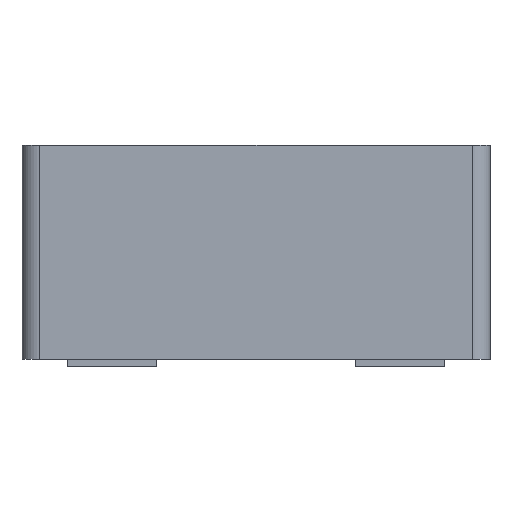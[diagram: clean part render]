
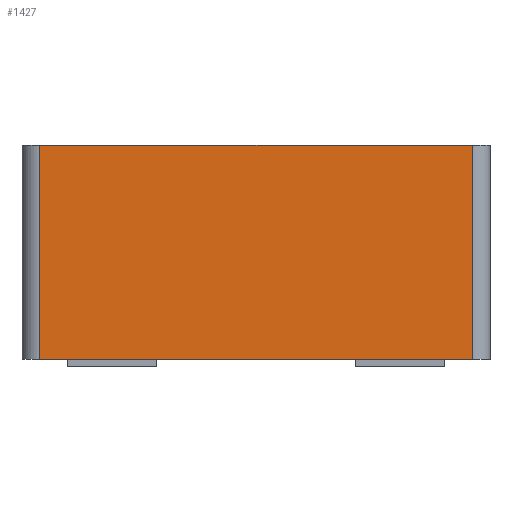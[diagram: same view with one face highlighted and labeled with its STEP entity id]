
A CAD part, front view. The second image highlights one B-rep face of the part: STEP entity #1427.
In plain terms, the highlighted planar face has unit normal (0, -1, 0).
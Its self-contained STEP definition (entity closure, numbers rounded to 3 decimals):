
#372 = VERTEX_POINT('',#373);
#373 = CARTESIAN_POINT('',(-3.03,-3.38,3.1));
#380 = EDGE_CURVE('',#372,#381,#383,.T.);
#381 = VERTEX_POINT('',#382);
#382 = CARTESIAN_POINT('',(3.03,-3.38,3.1));
#383 = LINE('',#384,#385);
#384 = CARTESIAN_POINT('',(3.28,-3.38,3.1));
#385 = VECTOR('',#386,1.);
#386 = DIRECTION('',(1.,0.,0.));
#1427 = ADVANCED_FACE('',(#1428),#1453,.F.);
#1428 = FACE_BOUND('',#1429,.T.);
#1429 = EDGE_LOOP('',(#1430,#1438,#1439,#1447));
#1430 = ORIENTED_EDGE('',*,*,#1431,.F.);
#1431 = EDGE_CURVE('',#381,#1432,#1434,.T.);
#1432 = VERTEX_POINT('',#1433);
#1433 = CARTESIAN_POINT('',(3.03,-3.38,0.1));
#1434 = LINE('',#1435,#1436);
#1435 = CARTESIAN_POINT('',(3.03,-3.38,3.1));
#1436 = VECTOR('',#1437,1.);
#1437 = DIRECTION('',(0.,0.,-1.));
#1438 = ORIENTED_EDGE('',*,*,#380,.F.);
#1439 = ORIENTED_EDGE('',*,*,#1440,.F.);
#1440 = EDGE_CURVE('',#1441,#372,#1443,.T.);
#1441 = VERTEX_POINT('',#1442);
#1442 = CARTESIAN_POINT('',(-3.03,-3.38,0.1));
#1443 = LINE('',#1444,#1445);
#1444 = CARTESIAN_POINT('',(-3.03,-3.38,3.1));
#1445 = VECTOR('',#1446,1.);
#1446 = DIRECTION('',(0.,0.,1.));
#1447 = ORIENTED_EDGE('',*,*,#1448,.F.);
#1448 = EDGE_CURVE('',#1432,#1441,#1449,.T.);
#1449 = LINE('',#1450,#1451);
#1450 = CARTESIAN_POINT('',(-3.28,-3.38,0.1));
#1451 = VECTOR('',#1452,1.);
#1452 = DIRECTION('',(-1.,0.,0.));
#1453 = PLANE('',#1454);
#1454 = AXIS2_PLACEMENT_3D('',#1455,#1456,#1457);
#1455 = CARTESIAN_POINT('',(-3.28,-3.38,3.1));
#1456 = DIRECTION('',(0.,1.,0.));
#1457 = DIRECTION('',(-1.,0.,0.));
